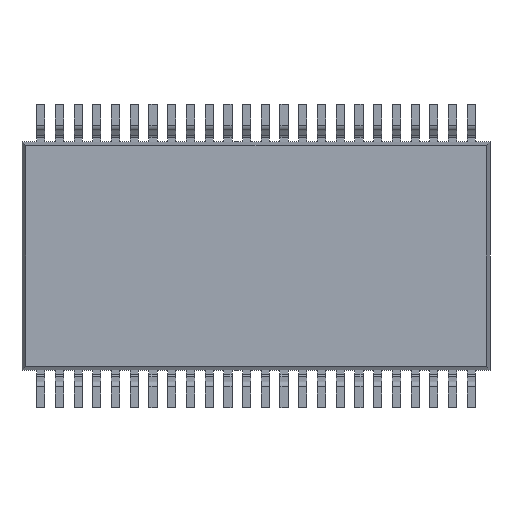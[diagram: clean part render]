
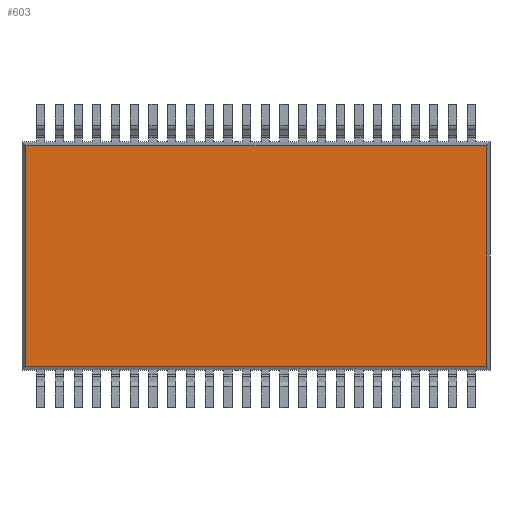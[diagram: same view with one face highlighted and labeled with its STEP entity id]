
A CAD part, front view. The second image highlights one B-rep face of the part: STEP entity #603.
In plain terms, the highlighted face is planar.
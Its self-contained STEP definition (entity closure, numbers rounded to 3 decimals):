
#7 = VERTEX_POINT ( 'NONE', #104 ) ;
#104 = CARTESIAN_POINT ( 'NONE',  ( -6.15, -2.95, 0.15 ) ) ;
#115 = ORIENTED_EDGE ( 'NONE', *, *, #1525, .T. ) ;
#129 = DIRECTION ( 'NONE',  ( 1., 0., 0. ) ) ;
#208 = EDGE_CURVE ( 'NONE', #1265, #1345, #1364, .T. ) ;
#288 = PLANE ( 'NONE',  #815 ) ;
#321 = VECTOR ( 'NONE', #601, 1000. ) ;
#336 = CARTESIAN_POINT ( 'NONE',  ( -6.15, 0., 0.15 ) ) ;
#338 = LINE ( 'NONE', #511, #2352 ) ;
#349 = ORIENTED_EDGE ( 'NONE', *, *, #208, .T. ) ;
#350 = EDGE_LOOP ( 'NONE', ( #1860, #1553, #349, #115 ) ) ;
#412 = LINE ( 'NONE', #1845, #479 ) ;
#479 = VECTOR ( 'NONE', #2040, 1000. ) ;
#511 = CARTESIAN_POINT ( 'NONE',  ( 0., 2.95, 0.15 ) ) ;
#545 = CARTESIAN_POINT ( 'NONE',  ( 6.15, -2.95, 0.15 ) ) ;
#601 = DIRECTION ( 'NONE',  ( 0., -1., 0. ) ) ;
#603 = ADVANCED_FACE ( 'NONE', ( #988 ), #288, .T. ) ;
#815 = AXIS2_PLACEMENT_3D ( 'NONE', #1481, #1278, #1468 ) ;
#820 = LINE ( 'NONE', #336, #1879 ) ;
#894 = VERTEX_POINT ( 'NONE', #1417 ) ;
#932 = CARTESIAN_POINT ( 'NONE',  ( 6.15, 2.95, 0.15 ) ) ;
#933 = EDGE_CURVE ( 'NONE', #7, #894, #820, .T. ) ;
#988 = FACE_OUTER_BOUND ( 'NONE', #350, .T. ) ;
#1265 = VERTEX_POINT ( 'NONE', #932 ) ;
#1278 = DIRECTION ( 'NONE',  ( 0., 0., -1. ) ) ;
#1345 = VERTEX_POINT ( 'NONE', #545 ) ;
#1364 = LINE ( 'NONE', #1975, #321 ) ;
#1417 = CARTESIAN_POINT ( 'NONE',  ( -6.15, 2.95, 0.15 ) ) ;
#1468 = DIRECTION ( 'NONE',  ( -1., 0., 0. ) ) ;
#1481 = CARTESIAN_POINT ( 'NONE',  ( 0., 0., 0.15 ) ) ;
#1525 = EDGE_CURVE ( 'NONE', #1345, #7, #412, .T. ) ;
#1553 = ORIENTED_EDGE ( 'NONE', *, *, #1720, .T. ) ;
#1708 = DIRECTION ( 'NONE',  ( 0., 1., 0. ) ) ;
#1720 = EDGE_CURVE ( 'NONE', #894, #1265, #338, .T. ) ;
#1845 = CARTESIAN_POINT ( 'NONE',  ( 0., -2.95, 0.15 ) ) ;
#1860 = ORIENTED_EDGE ( 'NONE', *, *, #933, .T. ) ;
#1879 = VECTOR ( 'NONE', #1708, 1000. ) ;
#1975 = CARTESIAN_POINT ( 'NONE',  ( 6.15, 0., 0.15 ) ) ;
#2040 = DIRECTION ( 'NONE',  ( -1., 0., 0. ) ) ;
#2352 = VECTOR ( 'NONE', #129, 1000. ) ;
